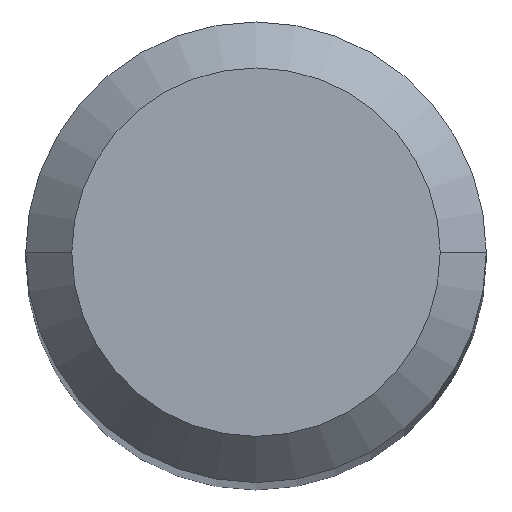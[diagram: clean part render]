
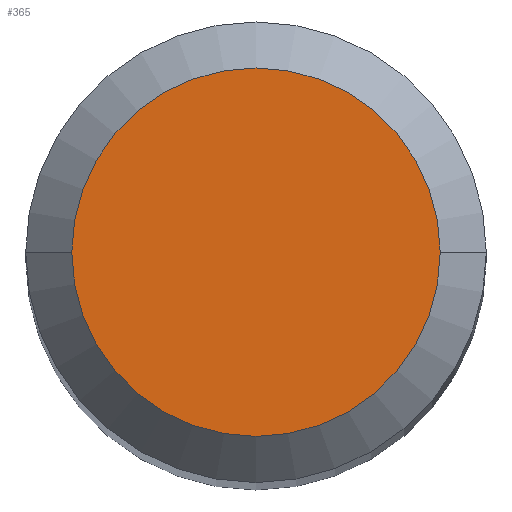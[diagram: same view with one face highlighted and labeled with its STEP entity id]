
A CAD part, top view. The second image highlights one B-rep face of the part: STEP entity #365.
In plain terms, the highlighted planar face has unit normal (0, 0, 1).
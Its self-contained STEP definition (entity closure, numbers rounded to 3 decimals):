
#36 = CARTESIAN_POINT ( 'NONE',  ( 1.2, 0., 38. ) ) ;
#83 = VERTEX_POINT ( 'NONE', #36 ) ;
#107 = CARTESIAN_POINT ( 'NONE',  ( -1.2, 0., 38. ) ) ;
#110 = EDGE_LOOP ( 'NONE', ( #409, #630 ) ) ;
#120 = AXIS2_PLACEMENT_3D ( 'NONE', #489, #446, #650 ) ;
#131 = AXIS2_PLACEMENT_3D ( 'NONE', #641, #637, #181 ) ;
#181 = DIRECTION ( 'NONE',  ( 1., 0., 0. ) ) ;
#212 = DIRECTION ( 'NONE',  ( 0., 0., 1. ) ) ;
#245 = EDGE_CURVE ( 'NONE', #254, #83, #563, .T. ) ;
#254 = VERTEX_POINT ( 'NONE', #107 ) ;
#262 = AXIS2_PLACEMENT_3D ( 'NONE', #537, #212, #265 ) ;
#265 = DIRECTION ( 'NONE',  ( 1., 0., 0. ) ) ;
#278 = FACE_OUTER_BOUND ( 'NONE', #110, .T. ) ;
#308 = CIRCLE ( 'NONE', #120, 1.2 ) ;
#365 = ADVANCED_FACE ( 'NONE', ( #278 ), #374, .T. ) ;
#374 = PLANE ( 'NONE',  #131 ) ;
#409 = ORIENTED_EDGE ( 'NONE', *, *, #245, .T. ) ;
#446 = DIRECTION ( 'NONE',  ( 0., 0., 1. ) ) ;
#489 = CARTESIAN_POINT ( 'NONE',  ( 0., 0., 38. ) ) ;
#537 = CARTESIAN_POINT ( 'NONE',  ( 0., 0., 38. ) ) ;
#563 = CIRCLE ( 'NONE', #262, 1.2 ) ;
#570 = EDGE_CURVE ( 'NONE', #83, #254, #308, .T. ) ;
#630 = ORIENTED_EDGE ( 'NONE', *, *, #570, .T. ) ;
#637 = DIRECTION ( 'NONE',  ( 0., 0., 1. ) ) ;
#641 = CARTESIAN_POINT ( 'NONE',  ( 0., 1.5, 38. ) ) ;
#650 = DIRECTION ( 'NONE',  ( 1., 0., 0. ) ) ;
